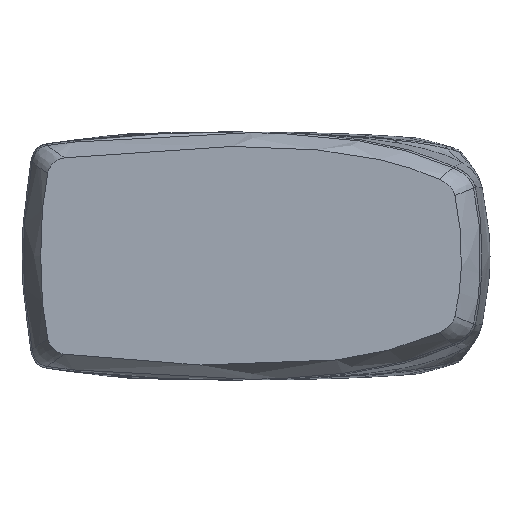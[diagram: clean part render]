
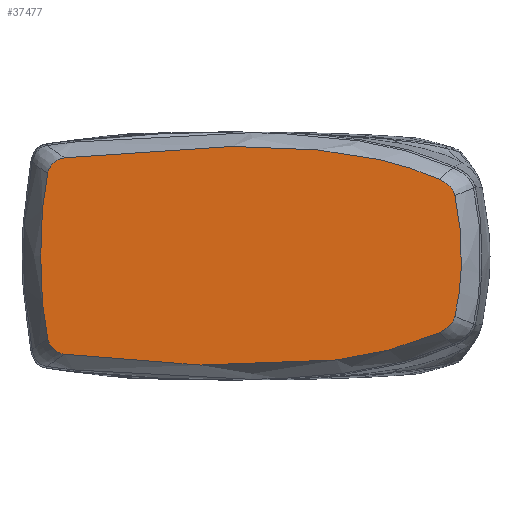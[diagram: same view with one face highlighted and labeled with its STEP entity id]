
A CAD part, front view. The second image highlights one B-rep face of the part: STEP entity #37477.
In plain terms, the highlighted planar face has unit normal (0, -1, 0).
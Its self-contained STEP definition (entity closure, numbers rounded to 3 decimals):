
#171=CARTESIAN_POINT('V_39',(-0.592,0.,39.543));
#172=VERTEX_POINT('V_39',#171);
#175=CARTESIAN_POINT('V_41',(-0.593,0.,-39.541));
#176=VERTEX_POINT('V_41',#175);
#177=CARTESIAN_POINT('V_42',(7.38,0.,46.893));
#178=VERTEX_POINT('V_42',#177);
#181=CARTESIAN_POINT('V_44',(186.427,0.,36.625));
#182=VERTEX_POINT('V_44',#181);
#195=CARTESIAN_POINT('V_51',(7.38,0.,-46.893));
#196=VERTEX_POINT('V_51',#195);
#197=CARTESIAN_POINT('V_52',(186.427,0.,-36.625));
#198=VERTEX_POINT('V_52',#197);
#315=CARTESIAN_POINT('V_111',(193.837,0.,28.824));
#316=VERTEX_POINT('V_111',#315);
#337=CARTESIAN_POINT('V_122',(193.837,0.,-28.824));
#338=VERTEX_POINT('V_122',#337);
#7215=CARTESIAN_POINT('CP_0',(193.837,0.,28.824));
#7216=CARTESIAN_POINT('CP_1',(195.229,0.,23.18));
#7217=CARTESIAN_POINT('CP_2',(196.184,-0.015,17.427));
#7218=CARTESIAN_POINT('CP_3',(196.677,0.015,11.633));
#7219=CARTESIAN_POINT('CP_4',(197.343,-0.015,-0.005));
#7220=CARTESIAN_POINT('CP_5',(196.677,0.015,-11.623));
#7221=CARTESIAN_POINT('CP_6',(196.184,-0.015,-17.427));
#7222=CARTESIAN_POINT('CP_7',(195.229,0.,-23.18));
#7223=CARTESIAN_POINT('CP_8',(193.837,0.,-28.824));
#7224=B_SPLINE_CURVE_WITH_KNOTS('',5,(#7215,#7216,#7217,#7218,#7219,#7220,#7221,
 #7222,#7223),.UNSPECIFIED.,.F.,.F.,(6,3,6),(0.,0.5,1.),.UNSPECIFIED.);
#7225=EDGE_CURVE('',#316,#338,#7224,.T.);
#8460=CARTESIAN_POINT('CP_0',(193.837,0.,-28.825));
#8461=CARTESIAN_POINT('CP_1',(193.302,0.,-30.991));
#8462=CARTESIAN_POINT('CP_2',(192.108,-0.025,-32.994));
#8463=CARTESIAN_POINT('CP_3',(190.347,0.025,-34.509));
#8464=CARTESIAN_POINT('CP_4',(188.464,0.,-35.716));
#8465=CARTESIAN_POINT('CP_5',(186.427,0.,-36.625));
#8466=B_SPLINE_CURVE_WITH_KNOTS('',5,(#8460,#8461,#8462,#8463,#8464,#8465),.UNSPECIFIED.,
 .F.,.F.,(6,6),(0.,1.),.UNSPECIFIED.);
#8467=EDGE_CURVE('',#338,#198,#8466,.T.);
#8649=CARTESIAN_POINT('CP_0',(186.427,0.,36.625));
#8650=CARTESIAN_POINT('CP_1',(188.464,0.,35.716));
#8651=CARTESIAN_POINT('CP_2',(190.347,0.025,34.509));
#8652=CARTESIAN_POINT('CP_3',(192.108,-0.025,32.994));
#8653=CARTESIAN_POINT('CP_4',(193.302,0.,30.991));
#8654=CARTESIAN_POINT('CP_5',(193.837,0.,28.825));
#8655=B_SPLINE_CURVE_WITH_KNOTS('',5,(#8649,#8650,#8651,#8652,#8653,#8654),.UNSPECIFIED.,
 .F.,.F.,(6,6),(0.,1.),.UNSPECIFIED.);
#8656=EDGE_CURVE('',#182,#316,#8655,.T.);
#8693=CARTESIAN_POINT('CP_0',(-0.593,0.,-39.541));
#8694=CARTESIAN_POINT('CP_1',(-0.126,0.,-41.805));
#8695=CARTESIAN_POINT('CP_2',(1.123,0.,-43.882));
#8696=CARTESIAN_POINT('CP_3',(2.921,0.,-45.526));
#8697=CARTESIAN_POINT('CP_4',(5.089,-0.,-46.585));
#8698=CARTESIAN_POINT('CP_5',(7.38,0.,-46.893));
#8699=B_SPLINE_CURVE_WITH_KNOTS('',5,(#8693,#8694,#8695,#8696,#8697,#8698),.UNSPECIFIED.,
 .F.,.F.,(6,6),(0.,1.),.UNSPECIFIED.);
#8700=EDGE_CURVE('',#176,#196,#8699,.T.);
#8701=CARTESIAN_POINT('CP_0',(-0.592,0.,39.543));
#8702=CARTESIAN_POINT('CP_1',(-2.148,0.,31.822));
#8703=CARTESIAN_POINT('CP_2',(-3.529,0.,23.446));
#8704=CARTESIAN_POINT('CP_3',(-3.603,0.,16.215));
#8705=CARTESIAN_POINT('CP_4',(-3.91,0.,7.876));
#8706=CARTESIAN_POINT('CP_5',(-3.91,0.,-7.879));
#8707=CARTESIAN_POINT('CP_6',(-3.608,0.,-16.188));
#8708=CARTESIAN_POINT('CP_7',(-3.524,0.,-23.465));
#8709=CARTESIAN_POINT('CP_8',(-2.149,-0.,-31.818));
#8710=CARTESIAN_POINT('CP_9',(-0.593,0.,-39.541));
#8711=B_SPLINE_CURVE_WITH_KNOTS('',5,(#8701,#8702,#8703,#8704,#8705,#8706,#8707,
 #8708,#8709,#8710),.UNSPECIFIED.,.F.,.F.,(6,4,6),(0.,0.5,1.),.UNSPECIFIED.);
#8712=EDGE_CURVE('',#172,#176,#8711,.T.);
#8713=CARTESIAN_POINT('CP_0',(7.38,0.,46.893));
#8714=CARTESIAN_POINT('CP_1',(5.089,0.,46.585));
#8715=CARTESIAN_POINT('CP_2',(2.921,0.,45.526));
#8716=CARTESIAN_POINT('CP_3',(1.124,0.,43.883));
#8717=CARTESIAN_POINT('CP_4',(-0.125,-0.,41.806));
#8718=CARTESIAN_POINT('CP_5',(-0.592,0.,39.543));
#8719=B_SPLINE_CURVE_WITH_KNOTS('',5,(#8713,#8714,#8715,#8716,#8717,#8718),.UNSPECIFIED.,
 .F.,.F.,(6,6),(0.,1.),.UNSPECIFIED.);
#8720=EDGE_CURVE('',#178,#172,#8719,.T.);
#9718=CARTESIAN_POINT('CP_0',(186.427,0.,-36.625));
#9719=CARTESIAN_POINT('CP_1',(178.158,0.,-40.317));
#9720=CARTESIAN_POINT('CP_2',(169.557,0.001,-43.295));
#9721=CARTESIAN_POINT('CP_3',(160.852,0.001,-45.697));
#9722=CARTESIAN_POINT('CP_4',(151.906,0.,-47.457));
#9723=CARTESIAN_POINT('CP_5',(134.008,0.,-50.194));
#9724=CARTESIAN_POINT('CP_6',(124.858,0.003,-51.181));
#9725=CARTESIAN_POINT('CP_7',(116.229,0.,-51.799));
#9726=CARTESIAN_POINT('CP_8',(106.812,0.,-52.134));
#9727=CARTESIAN_POINT('CP_9',(79.64,0.,-52.525));
#9728=CARTESIAN_POINT('CP_10',(61.508,0.,-52.067));
#9729=CARTESIAN_POINT('CP_11',(43.406,0.,-50.943));
#9730=CARTESIAN_POINT('CP_12',(25.343,0.,-49.305));
#9731=CARTESIAN_POINT('CP_13',(7.379,0.,-46.893));
#9732=B_SPLINE_CURVE_WITH_KNOTS('',5,(#9718,#9719,#9720,#9721,#9722,#9723,#9724,
 #9725,#9726,#9727,#9728,#9729,#9730,#9731),.UNSPECIFIED.,.F.,.F.,(6,4,4,6),
 (0.,0.25,0.5,1.),.UNSPECIFIED.);
#9733=EDGE_CURVE('',#198,#196,#9732,.T.);
#9842=CARTESIAN_POINT('CP_0',(7.379,0.,46.893));
#9843=CARTESIAN_POINT('CP_1',(25.343,0.,49.305));
#9844=CARTESIAN_POINT('CP_2',(43.406,0.,50.943));
#9845=CARTESIAN_POINT('CP_3',(61.508,0.,52.067));
#9846=CARTESIAN_POINT('CP_4',(79.64,0.,52.525));
#9847=CARTESIAN_POINT('CP_5',(106.812,0.,52.134));
#9848=CARTESIAN_POINT('CP_6',(116.229,0.,51.799));
#9849=CARTESIAN_POINT('CP_7',(124.858,0.003,51.181));
#9850=CARTESIAN_POINT('CP_8',(134.008,0.,50.194));
#9851=CARTESIAN_POINT('CP_9',(151.906,0.,47.457));
#9852=CARTESIAN_POINT('CP_10',(160.852,0.001,45.697));
#9853=CARTESIAN_POINT('CP_11',(169.557,0.001,43.295));
#9854=CARTESIAN_POINT('CP_12',(178.158,0.,40.317));
#9855=CARTESIAN_POINT('CP_13',(186.427,0.,36.625));
#9856=B_SPLINE_CURVE_WITH_KNOTS('',5,(#9842,#9843,#9844,#9845,#9846,#9847,#9848,
 #9849,#9850,#9851,#9852,#9853,#9854,#9855),.UNSPECIFIED.,.F.,.F.,(6,4,4,6),
 (0.,0.5,0.75,1.),.UNSPECIFIED.);
#9857=EDGE_CURVE('',#178,#182,#9856,.T.);
#37462=ORIENTED_EDGE('CoEdge_7',*,*,#8656,.F.);
#37463=ORIENTED_EDGE('CoEdge_6',*,*,#9857,.F.);
#37464=ORIENTED_EDGE('CoEdge_5',*,*,#8720,.T.);
#37465=ORIENTED_EDGE('CoEdge_4',*,*,#8712,.T.);
#37466=ORIENTED_EDGE('CoEdge_3',*,*,#8700,.T.);
#37467=ORIENTED_EDGE('CoEdge_2',*,*,#9733,.F.);
#37468=ORIENTED_EDGE('CoEdge_1',*,*,#8467,.F.);
#37469=ORIENTED_EDGE('CoEdge_0',*,*,#7225,.F.);
#37470=EDGE_LOOP('F227_L0',(#37462,#37463,#37464,#37465,#37466,#37467,#37468,
 #37469));
#37471=FACE_OUTER_BOUND('Bound_0',#37470,.T.);
#37472=CARTESIAN_POINT('Origin',(345.,0.,-128.));
#37473=DIRECTION('z-Axis',(0.,1.,-0.));
#37474=DIRECTION('x-Axis',(-1.,0.,0.));
#37475=AXIS2_PLACEMENT_3D('S_Shell_0',#37472,#37473,#37474);
#37476=PLANE('S_Shell_0',#37475);
#37477=ADVANCED_FACE('F_227',(#37471),#37476,.F.);
